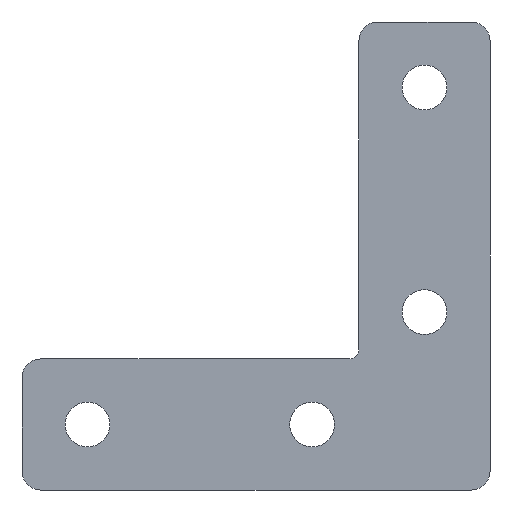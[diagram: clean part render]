
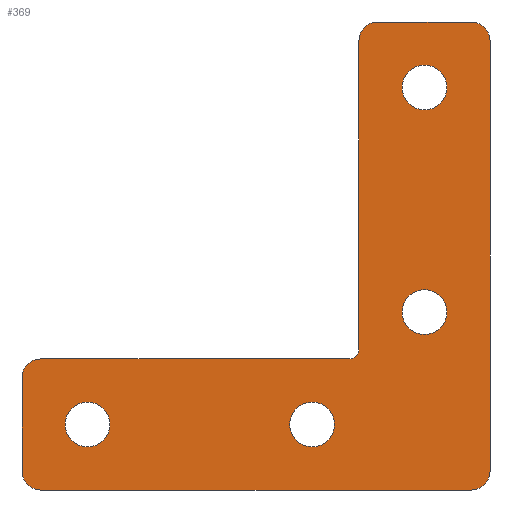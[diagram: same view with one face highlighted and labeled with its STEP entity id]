
A CAD part, front view. The second image highlights one B-rep face of the part: STEP entity #369.
In plain terms, the highlighted planar face has unit normal (0, -1, 0).
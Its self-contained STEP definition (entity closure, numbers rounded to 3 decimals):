
#19=FACE_BOUND('',#70,.T.);
#20=FACE_BOUND('',#71,.T.);
#21=FACE_BOUND('',#72,.T.);
#22=FACE_BOUND('',#73,.T.);
#37=PLANE('',#397);
#47=FACE_OUTER_BOUND('',#69,.T.);
#69=EDGE_LOOP('',(#275,#276,#277,#278,#279,#280,#281,#282,#283,#284,#285,
#286));
#70=EDGE_LOOP('',(#287));
#71=EDGE_LOOP('',(#288));
#72=EDGE_LOOP('',(#289));
#73=EDGE_LOOP('',(#290));
#107=LINE('',#568,#131);
#110=LINE('',#580,#134);
#113=LINE('',#586,#137);
#114=LINE('',#590,#138);
#115=LINE('',#594,#139);
#116=LINE('',#597,#140);
#131=VECTOR('',#449,33.);
#134=VECTOR('',#460,10.);
#137=VECTOR('',#465,46.);
#138=VECTOR('',#468,46.);
#139=VECTOR('',#471,10.);
#140=VECTOR('',#474,33.);
#152=CIRCLE('',#391,1.);
#153=CIRCLE('',#394,2.);
#155=CIRCLE('',#398,2.);
#156=CIRCLE('',#399,2.);
#157=CIRCLE('',#400,2.);
#158=CIRCLE('',#401,2.);
#159=CIRCLE('',#402,2.4);
#160=CIRCLE('',#403,2.4);
#161=CIRCLE('',#404,2.4);
#162=CIRCLE('',#405,2.4);
#177=VERTEX_POINT('',#558);
#178=VERTEX_POINT('',#560);
#180=VERTEX_POINT('',#566);
#181=VERTEX_POINT('',#570);
#182=VERTEX_POINT('',#571);
#185=VERTEX_POINT('',#579);
#187=VERTEX_POINT('',#585);
#188=VERTEX_POINT('',#587);
#189=VERTEX_POINT('',#589);
#190=VERTEX_POINT('',#591);
#191=VERTEX_POINT('',#593);
#192=VERTEX_POINT('',#595);
#193=VERTEX_POINT('',#599);
#194=VERTEX_POINT('',#601);
#195=VERTEX_POINT('',#603);
#196=VERTEX_POINT('',#605);
#213=EDGE_CURVE('',#177,#178,#152,.T.);
#217=EDGE_CURVE('',#177,#180,#107,.T.);
#218=EDGE_CURVE('',#181,#182,#153,.T.);
#222=EDGE_CURVE('',#185,#182,#110,.T.);
#225=EDGE_CURVE('',#181,#187,#113,.T.);
#226=EDGE_CURVE('',#188,#187,#155,.T.);
#227=EDGE_CURVE('',#188,#189,#114,.T.);
#228=EDGE_CURVE('',#190,#189,#156,.T.);
#229=EDGE_CURVE('',#190,#191,#115,.T.);
#230=EDGE_CURVE('',#192,#191,#157,.T.);
#231=EDGE_CURVE('',#192,#178,#116,.T.);
#232=EDGE_CURVE('',#185,#180,#158,.T.);
#233=EDGE_CURVE('',#193,#193,#159,.T.);
#234=EDGE_CURVE('',#194,#194,#160,.T.);
#235=EDGE_CURVE('',#195,#195,#161,.T.);
#236=EDGE_CURVE('',#196,#196,#162,.T.);
#275=ORIENTED_EDGE('',*,*,#218,.F.);
#276=ORIENTED_EDGE('',*,*,#225,.T.);
#277=ORIENTED_EDGE('',*,*,#226,.F.);
#278=ORIENTED_EDGE('',*,*,#227,.T.);
#279=ORIENTED_EDGE('',*,*,#228,.F.);
#280=ORIENTED_EDGE('',*,*,#229,.T.);
#281=ORIENTED_EDGE('',*,*,#230,.F.);
#282=ORIENTED_EDGE('',*,*,#231,.T.);
#283=ORIENTED_EDGE('',*,*,#213,.F.);
#284=ORIENTED_EDGE('',*,*,#217,.T.);
#285=ORIENTED_EDGE('',*,*,#232,.F.);
#286=ORIENTED_EDGE('',*,*,#222,.T.);
#287=ORIENTED_EDGE('',*,*,#233,.T.);
#288=ORIENTED_EDGE('',*,*,#234,.T.);
#289=ORIENTED_EDGE('',*,*,#235,.T.);
#290=ORIENTED_EDGE('',*,*,#236,.T.);
#369=ADVANCED_FACE('',(#47,#19,#20,#21,#22),#37,.T.);
#391=AXIS2_PLACEMENT_3D('',#561,#442,#443);
#394=AXIS2_PLACEMENT_3D('',#572,#452,#453);
#397=AXIS2_PLACEMENT_3D('',#584,#463,#464);
#398=AXIS2_PLACEMENT_3D('',#588,#466,#467);
#399=AXIS2_PLACEMENT_3D('',#592,#469,#470);
#400=AXIS2_PLACEMENT_3D('',#596,#472,#473);
#401=AXIS2_PLACEMENT_3D('',#598,#475,#476);
#402=AXIS2_PLACEMENT_3D('',#600,#477,#478);
#403=AXIS2_PLACEMENT_3D('',#602,#479,#480);
#404=AXIS2_PLACEMENT_3D('',#604,#481,#482);
#405=AXIS2_PLACEMENT_3D('',#606,#483,#484);
#442=DIRECTION('center_axis',(0.,-1.,0.));
#443=DIRECTION('ref_axis',(0.707,0.,-0.707));
#449=DIRECTION('',(-1.,0.,0.));
#452=DIRECTION('center_axis',(0.,1.,0.));
#453=DIRECTION('ref_axis',(-0.707,0.,-0.707));
#460=DIRECTION('',(0.,0.,-1.));
#463=DIRECTION('center_axis',(0.,-1.,0.));
#464=DIRECTION('ref_axis',(0.,0.,-1.));
#465=DIRECTION('',(1.,0.,0.));
#466=DIRECTION('center_axis',(0.,1.,0.));
#467=DIRECTION('ref_axis',(0.707,0.,-0.707));
#468=DIRECTION('',(0.,0.,1.));
#469=DIRECTION('center_axis',(0.,1.,0.));
#470=DIRECTION('ref_axis',(0.707,0.,0.707));
#471=DIRECTION('',(-1.,0.,0.));
#472=DIRECTION('center_axis',(0.,1.,0.));
#473=DIRECTION('ref_axis',(-0.707,0.,0.707));
#474=DIRECTION('',(0.,0.,-1.));
#475=DIRECTION('center_axis',(0.,1.,0.));
#476=DIRECTION('ref_axis',(-0.707,0.,0.707));
#477=DIRECTION('center_axis',(0.,1.,0.));
#478=DIRECTION('ref_axis',(1.,0.,0.));
#479=DIRECTION('center_axis',(0.,1.,0.));
#480=DIRECTION('ref_axis',(1.,0.,0.));
#481=DIRECTION('center_axis',(0.,1.,0.));
#482=DIRECTION('ref_axis',(1.,0.,0.));
#483=DIRECTION('center_axis',(0.,1.,0.));
#484=DIRECTION('ref_axis',(1.,0.,0.));
#558=CARTESIAN_POINT('',(-15.,-1.,-36.));
#560=CARTESIAN_POINT('',(-14.,-1.,-35.));
#561=CARTESIAN_POINT('Origin',(-15.,-1.,-35.));
#566=CARTESIAN_POINT('',(-48.,-1.,-36.));
#568=CARTESIAN_POINT('',(-50.,-1.,-36.));
#570=CARTESIAN_POINT('',(-48.,-1.,-50.));
#571=CARTESIAN_POINT('',(-50.,-1.,-48.));
#572=CARTESIAN_POINT('Origin',(-48.,-1.,-48.));
#579=CARTESIAN_POINT('',(-50.,-1.,-38.));
#580=CARTESIAN_POINT('',(-50.,-1.,-50.));
#584=CARTESIAN_POINT('Origin',(-18.52,-1.,-31.48));
#585=CARTESIAN_POINT('',(-2.,-1.,-50.));
#586=CARTESIAN_POINT('',(0.,-1.,-50.));
#587=CARTESIAN_POINT('',(0.,-1.,-48.));
#588=CARTESIAN_POINT('Origin',(-2.,-1.,-48.));
#589=CARTESIAN_POINT('',(0.,-1.,-2.));
#590=CARTESIAN_POINT('',(0.,-1.,0.));
#591=CARTESIAN_POINT('',(-2.,-1.,0.));
#592=CARTESIAN_POINT('Origin',(-2.,-1.,-2.));
#593=CARTESIAN_POINT('',(-12.,-1.,0.));
#594=CARTESIAN_POINT('',(-14.,-1.,0.));
#595=CARTESIAN_POINT('',(-14.,-1.,-2.));
#596=CARTESIAN_POINT('Origin',(-12.,-1.,-2.));
#597=CARTESIAN_POINT('',(-14.,-1.,-36.));
#598=CARTESIAN_POINT('Origin',(-48.,-1.,-38.));
#599=CARTESIAN_POINT('',(-9.4,-1.,-7.));
#600=CARTESIAN_POINT('Origin',(-7.,-1.,-7.));
#601=CARTESIAN_POINT('',(-21.4,-1.,-43.));
#602=CARTESIAN_POINT('Origin',(-19.,-1.,-43.));
#603=CARTESIAN_POINT('',(-45.4,-1.,-43.));
#604=CARTESIAN_POINT('Origin',(-43.,-1.,-43.));
#605=CARTESIAN_POINT('',(-9.4,-1.,-31.));
#606=CARTESIAN_POINT('Origin',(-7.,-1.,-31.));
